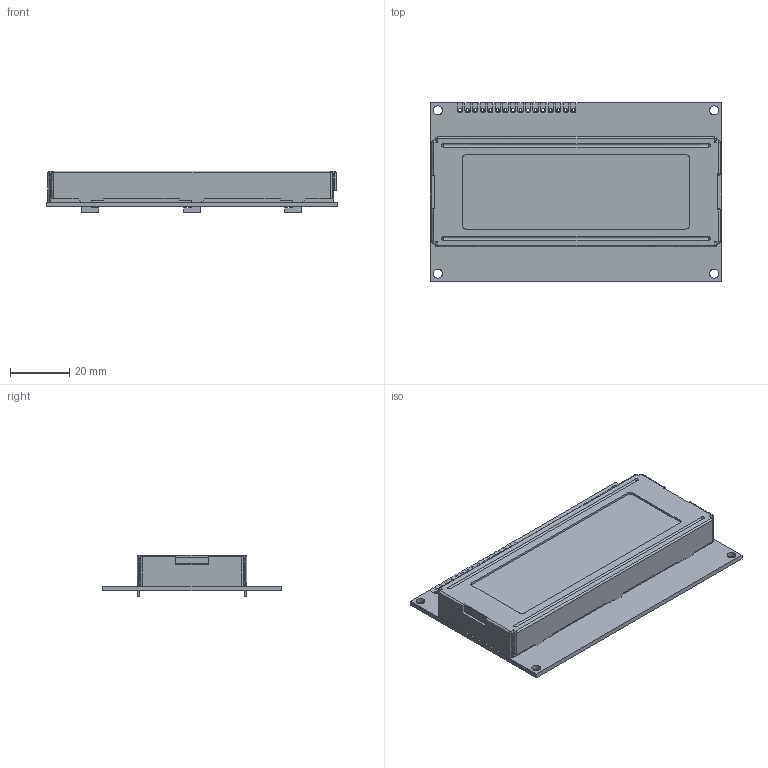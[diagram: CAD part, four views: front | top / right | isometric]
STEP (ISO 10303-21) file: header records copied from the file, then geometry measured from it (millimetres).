
FILE_DESCRIPTION(('STEP AP214'),'1');
FILE_NAME('tmp0.STEP','2018-12-10T13:14:10',(' '),(' '),'Spatial InterOp 3D',' ',' ');
FILE_SCHEMA(('automotive_design'));
Length unit declared in the file: millimetre
Products named in the file (22): 1; 2; 3; 4; 5; 6; 7; 8; 9; 10; 11; 12; 13; 14; 15; 16; 17; 18; 19; 20; 21; 22
Bounding box: 98 x 60 x 14 mm (x, y, z)
Volume: 29560.2 mm3; surface area: 38555 mm2
Topology: 22 solids, 22 shells, 386 faces, 1002 edges, 648 vertices
Faces by surface type: plane 260, cylinder 72, bspline 54
Entity records: 16716 total; most frequent: CARTESIAN_POINT 3618, ORIENTED_EDGE 1976, DIRECTION 1920, EDGE_CURVE 988, LINE 764, VECTOR 764, VERTEX_POINT 648, AXIS2_PLACEMENT_3D 578
